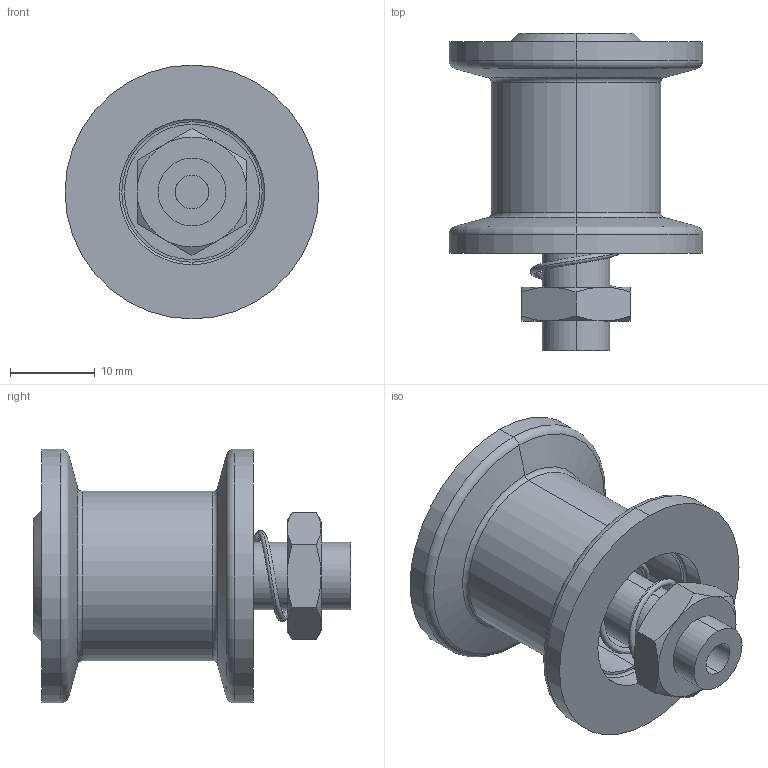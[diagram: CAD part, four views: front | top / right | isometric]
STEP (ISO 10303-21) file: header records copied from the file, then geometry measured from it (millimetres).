
FILE_DESCRIPTION (( 'STEP AP214' ), '1' );
FILE_NAME ('120VUS016.stp', '2023-03-21T09:01:11', ( '' ), ( '' ), 'SwSTEP 2.0', 'SolidWorks 2021', '' );
FILE_SCHEMA (( 'AUTOMOTIVE_DESIGN' ));
Length unit declared in the file: millimetre
Products named in the file (1): 120VUS016
Bounding box: 30 x 37.5 x 30 mm (x, y, z)
Volume: 8586.3 mm3; surface area: 7935.3 mm2
Topology: 5 solids, 5 shells, 105 faces, 214 edges, 125 vertices
Faces by surface type: cylinder 34, torus 24, plane 23, cone 22, bspline 2
Entity records: 9924 total; most frequent: CARTESIAN_POINT 6458, DIRECTION 508, ORIENTED_EDGE 428, AXIS2_PLACEMENT_3D 228, EDGE_CURVE 214, VERTEX_POINT 125, CIRCLE 124, EDGE_LOOP 121
